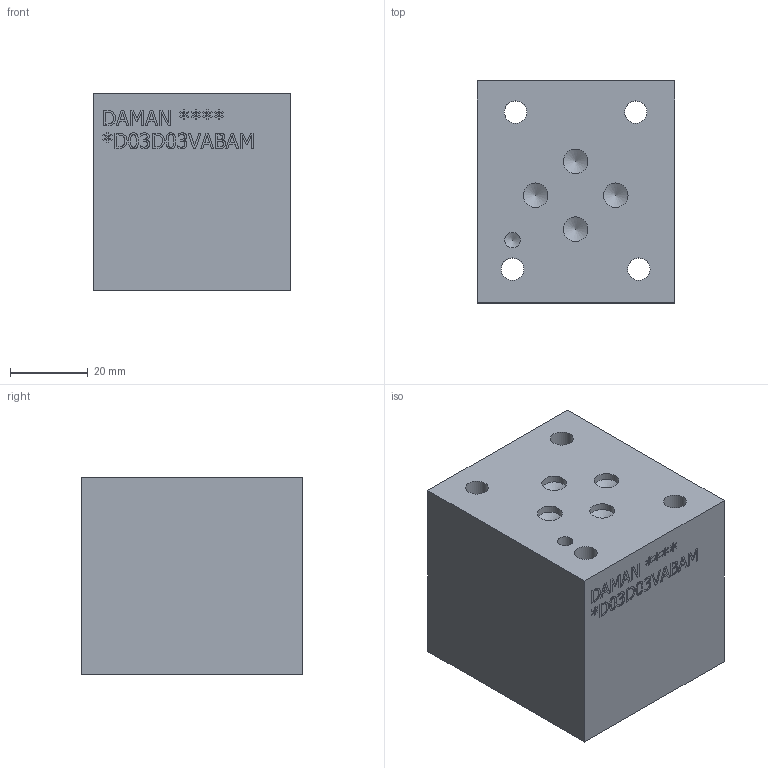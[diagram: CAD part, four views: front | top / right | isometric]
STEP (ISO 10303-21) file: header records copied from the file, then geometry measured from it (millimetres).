
FILE_DESCRIPTION(/* description */ (''),/* implementation_level */ '2;1');
FILE_NAME(/* name */ '_D03D03VABAM.stp',/* time_stamp */ '2021-11-12T10:27:12-05:00',/* author */ ('jrf'),/* organization */ (''),/* preprocessor_version */ 'ST-DEVELOPER v18',/* originating_system */ 'Autodesk Inventor 2020',/* authorisation */ '');
FILE_SCHEMA (('AUTOMOTIVE_DESIGN { 1 0 10303 214 3 1 1 }'));
Length unit declared in the file: millimetre
Products named in the file (1): _D03D03VABAM
Bounding box: 50.8 x 57.15 x 50.8 mm (x, y, z)
Volume: 140884.2 mm3; surface area: 20840.9 mm2
Topology: 1 solids, 1 shells, 391 faces, 1081 edges, 728 vertices
Faces by surface type: plane 263, bspline 100, cylinder 18, cone 10
Full cylindrical faces by diameter (mm): 3.175 x1, 3.962 x1, 5.791 x4, 6.35 x8, 12.7 x4
Entity records: 13251 total; most frequent: CARTESIAN_POINT 3491, ORIENTED_EDGE 2142, DIRECTION 1523, EDGE_CURVE 1071, LINE 803, VECTOR 803, VERTEX_POINT 728, EDGE_LOOP 445
